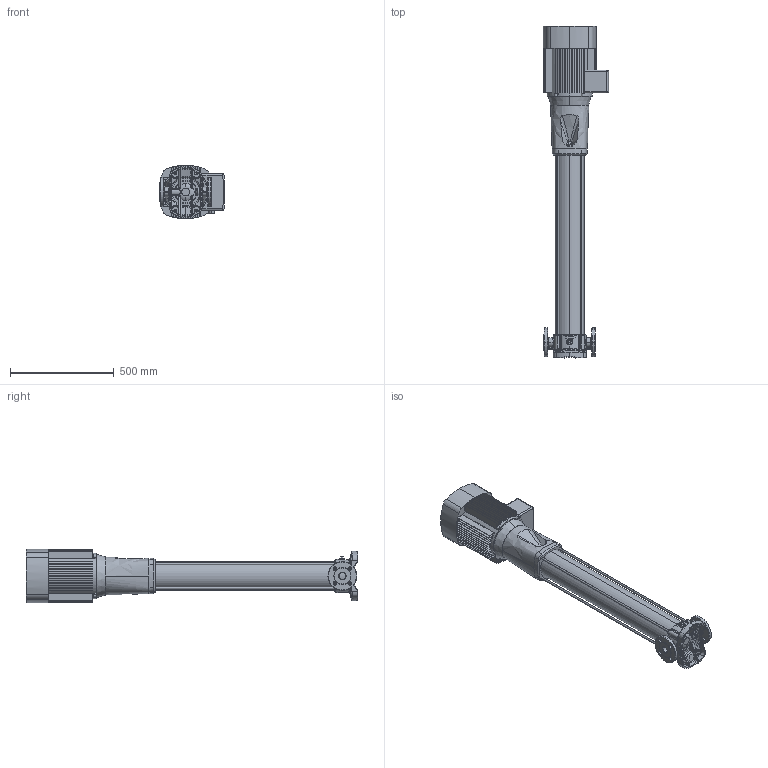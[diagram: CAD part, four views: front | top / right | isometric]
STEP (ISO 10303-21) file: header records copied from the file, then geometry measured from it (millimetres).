
FILE_DESCRIPTION (( 'STEP AP203' ), '1' );
FILE_NAME ('CDM5-33 FSWPC.STEP', '2022-08-05T10:57:17', ( '' ), ( '' ), 'SwSTEP 2.0', 'SolidWorks 2020', '' );
FILE_SCHEMA (( 'CONFIG_CONTROL_DESIGN' ));
Length unit declared in the file: millimetre
Products named in the file (4): CDM5-33 FSWPC; CDM5_fon_29_33; ED_B14_YE2-132S-4 (5.5); CDM5_prot_F_CDM5-33_F
Assembly tree (3 placements, depth 2):
  CDM5-33 FSWPC
    CDM5_prot_F_CDM5-33_F
    CDM5_fon_29_33
    ED_B14_YE2-132S-4 (5.5)
Bounding box: 317.87 x 1601 x 257 mm (x, y, z)
Volume: 40327014.1 mm3; surface area: 1887992.1 mm2
Topology: 7 solids, 8 shells, 1270 faces, 3295 edges, 2012 vertices
Faces by surface type: plane 422, cylinder 336, bspline 291, torus 144, cone 63, sphere 14
Entity records: 66782 total; most frequent: CARTESIAN_POINT 37789, ORIENTED_EDGE 6470, DIRECTION 5471, EDGE_CURVE 3235, AXIS2_PLACEMENT_3D 2212, VERTEX_POINT 2012, EDGE_LOOP 1333, ADVANCED_FACE 1270
